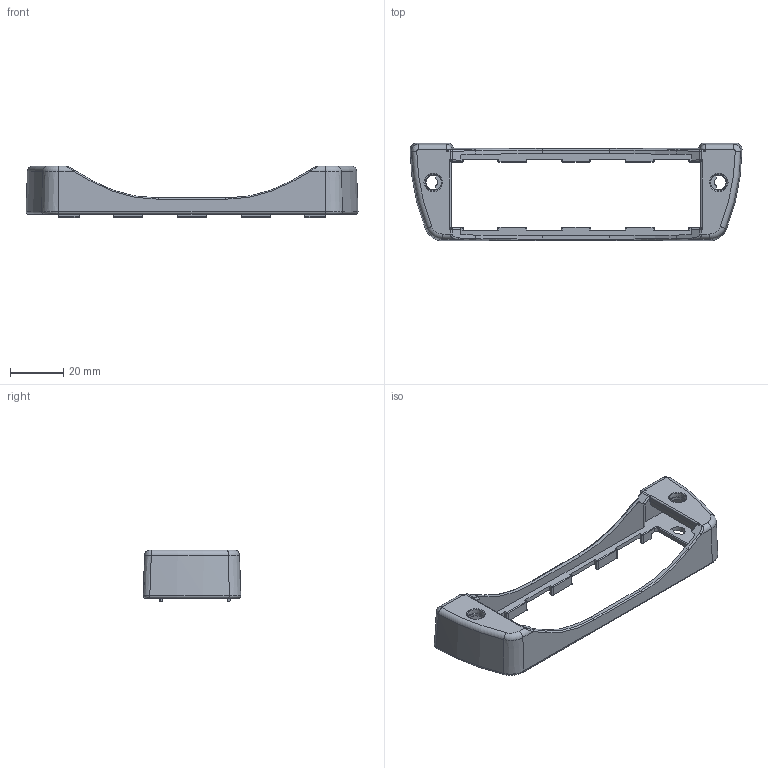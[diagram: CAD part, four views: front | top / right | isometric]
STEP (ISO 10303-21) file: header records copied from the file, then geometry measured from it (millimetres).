
FILE_DESCRIPTION((''),'2;1');
FILE_NAME('94535200_AS 1230 DI-S-rot.stp','2009-07-08T15:03:01',('kotzmaier'),(''),'Autodesk Inventor 2009','Autodesk Inventor 2009','');
FILE_SCHEMA(('AUTOMOTIVE_DESIGN { 1 0 10303 214 1 1 1 1 }'));
Length unit declared in the file: millimetre
Products named in the file (1): AS 1230 DI-S_1009753_3D
Bounding box: 125 x 36.8 x 19.5 mm (x, y, z)
Volume: 10423.8 mm3; surface area: 12395.8 mm2
Topology: 1 solids, 1 shells, 379 faces, 964 edges, 582 vertices
Faces by surface type: plane 133, cylinder 98, bspline 90, cone 40, torus 16, sphere 2
Entity records: 16624 total; most frequent: CARTESIAN_POINT 7840, ORIENTED_EDGE 1884, DIRECTION 1756, EDGE_CURVE 942, AXIS2_PLACEMENT_3D 644, VERTEX_POINT 580, VECTOR 468, LINE 468
